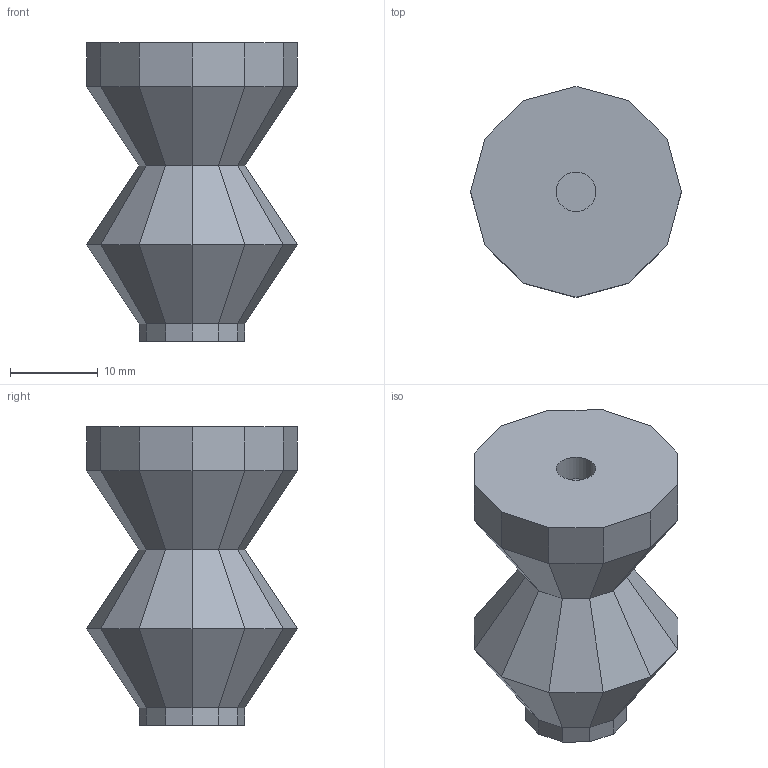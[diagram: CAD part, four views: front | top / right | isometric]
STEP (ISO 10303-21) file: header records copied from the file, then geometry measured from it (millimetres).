
FILE_DESCRIPTION(/* description */ (''),/* implementation_level */ '2;1');
FILE_NAME(/* name */ 'Test24.18.13.stp',/* time_stamp */ '2024-07-31T11:39:52+09:00',/* author */ ('ojs08'),/* organization */ (''),/* preprocessor_version */ 'ST-DEVELOPER v19',/* originating_system */ 'Autodesk Inventor 2023',/* authorisation */ '');
FILE_SCHEMA (('AUTOMOTIVE_DESIGN { 1 0 10303 214 3 1 1 }'));
Length unit declared in the file: millimetre
Products named in the file (1): Test24.18.13
Bounding box: 24 x 24 x 34 mm (x, y, z)
Volume: 4551.7 mm3; surface area: 4661.6 mm2
Topology: 1 solids, 1 shells, 113 faces, 243 edges, 134 vertices
Faces by surface type: plane 112, cylinder 1
Full cylindrical faces by diameter (mm): 4.5 x1
Entity records: 2930 total; most frequent: CARTESIAN_POINT 491, ORIENTED_EDGE 486, DIRECTION 473, EDGE_CURVE 243, LINE 241, VECTOR 241, VERTEX_POINT 134, AXIS2_PLACEMENT_3D 116
